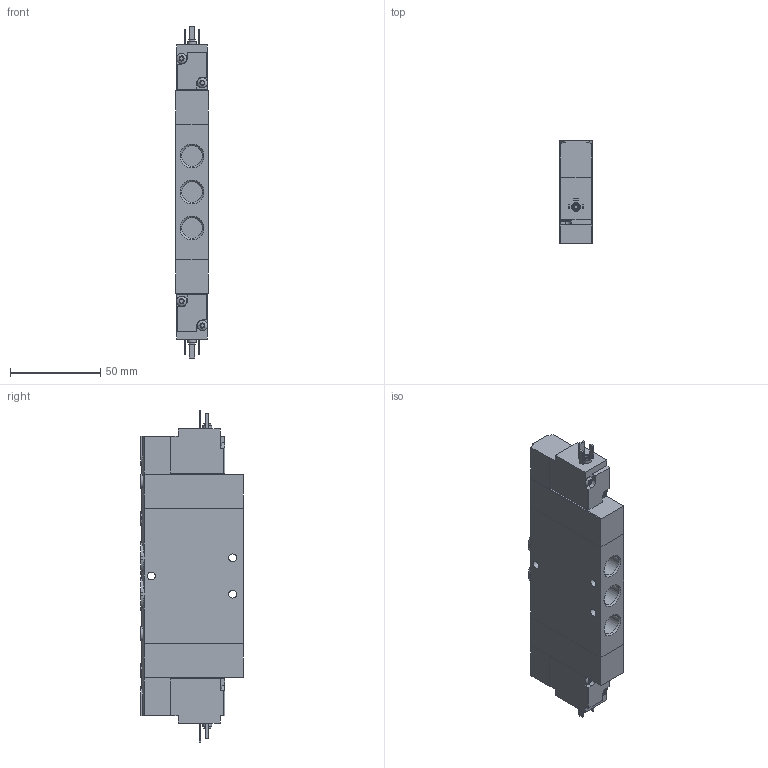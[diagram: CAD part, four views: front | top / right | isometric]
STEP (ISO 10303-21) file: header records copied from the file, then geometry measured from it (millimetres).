
FILE_DESCRIPTION(/* description */ ('STEP AP214'),/* implementation_level */ '2;1');
FILE_NAME(/* name */ '163791_CPE18-M3H-5JS-1_4',/* time_stamp */ '2024-08-06T20:45:51+02:00',/* author */ ('License CC BY-ND 4.0'),/* organization */ ('CADENAS'),/* preprocessor_version */ 'ST-DEVELOPER v19.3',/* originating_system */ 'PARTsolutions',/* authorisation */ ' ');
FILE_SCHEMA (('AUTOMOTIVE_DESIGN {1 0 10303 214 3 1 1}'));
Length unit declared in the file: millimetre
Products named in the file (3): 163791 CPE18-M3H-5JS-1/4; CPE18-...-5; CPE18-KMEB_M3H
Assembly tree (3 placements, depth 2):
  163791 CPE18-M3H-5JS-1/4
    CPE18-...-5
    CPE18-KMEB_M3H  x2
Bounding box: 18 x 57 x 184 mm (x, y, z)
Volume: 141940.9 mm3; surface area: 34610 mm2
Topology: 3 solids, 3 shells, 262 faces, 631 edges, 404 vertices
Faces by surface type: plane 126, cylinder 95, cone 37, torus 4
Full cylindrical faces by diameter (mm): 2 x2, 2.013 x2, 2.5 x2, 3.8 x2, 4.134 x4, 4.4 x3, 5 x2, 5.6 x6, 8 x4, 11.445 x5
Entity records: 4316 total; most frequent: CARTESIAN_POINT 895, DIRECTION 690, ORIENTED_EDGE 636, EDGE_CURVE 318, AXIS2_PLACEMENT_3D 260, VERTEX_POINT 223, EDGE_LOOP 211, FACE_BOUND 211
